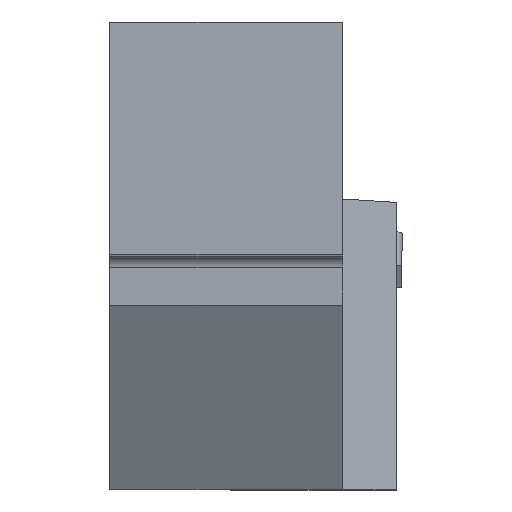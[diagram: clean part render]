
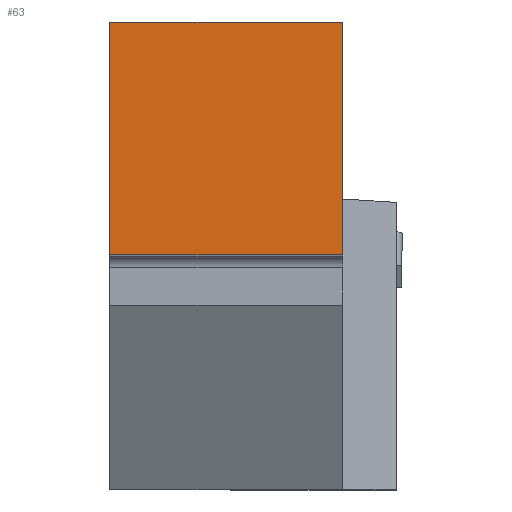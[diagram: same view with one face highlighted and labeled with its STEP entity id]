
A CAD part, top view. The second image highlights one B-rep face of the part: STEP entity #63.
In plain terms, the highlighted planar face has unit normal (0, 0, 1).
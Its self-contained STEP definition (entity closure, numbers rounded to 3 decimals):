
#63=ADVANCED_FACE('',(#144),#105,.T.);
#105=PLANE('',#850);
#144=FACE_OUTER_BOUND('',#186,.T.);
#186=EDGE_LOOP('',(#228,#229,#230,#231));
#228=ORIENTED_EDGE('',*,*,#513,.T.);
#229=ORIENTED_EDGE('',*,*,#514,.F.);
#230=ORIENTED_EDGE('',*,*,#515,.F.);
#231=ORIENTED_EDGE('',*,*,#516,.T.);
#442=VERTEX_POINT('',#1108);
#443=VERTEX_POINT('',#1109);
#444=VERTEX_POINT('',#1111);
#445=VERTEX_POINT('',#1113);
#513=EDGE_CURVE('',#442,#443,#620,.T.);
#514=EDGE_CURVE('',#444,#443,#621,.T.);
#515=EDGE_CURVE('',#445,#444,#622,.T.);
#516=EDGE_CURVE('',#445,#442,#623,.T.);
#620=LINE('',#1107,#721);
#621=LINE('',#1110,#722);
#622=LINE('',#1112,#723);
#623=LINE('',#1114,#724);
#721=VECTOR('',#906,1.);
#722=VECTOR('',#907,1.);
#723=VECTOR('',#908,1.);
#724=VECTOR('',#909,1.);
#850=AXIS2_PLACEMENT_3D('',#1115,#910,#911);
#906=DIRECTION('',(1.,0.,0.));
#907=DIRECTION('',(0.,-1.,0.));
#908=DIRECTION('',(1.,0.,0.));
#909=DIRECTION('',(0.,-1.,0.));
#910=DIRECTION('',(0.,0.,1.));
#911=DIRECTION('',(0.,-1.,0.));
#1107=CARTESIAN_POINT('',(-12.65,-25.3,95.051));
#1108=CARTESIAN_POINT('',(-12.65,-25.3,95.051));
#1109=CARTESIAN_POINT('',(12.65,-25.3,95.051));
#1110=CARTESIAN_POINT('',(12.65,0.,95.051));
#1111=CARTESIAN_POINT('',(12.65,0.,95.051));
#1112=CARTESIAN_POINT('',(-12.65,0.,95.051));
#1113=CARTESIAN_POINT('',(-12.65,0.,95.051));
#1114=CARTESIAN_POINT('',(-12.65,0.,95.051));
#1115=CARTESIAN_POINT('',(-12.65,0.,95.051));
